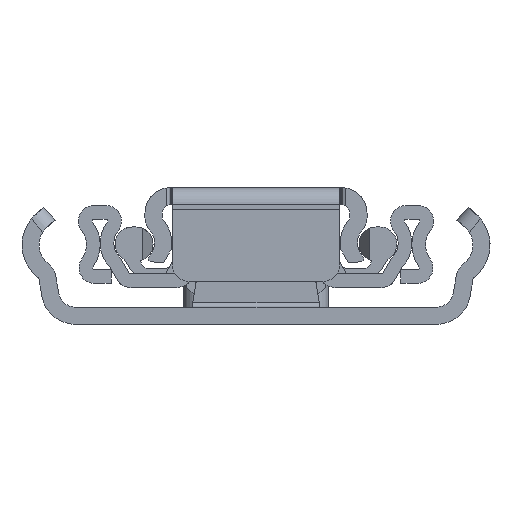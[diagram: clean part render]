
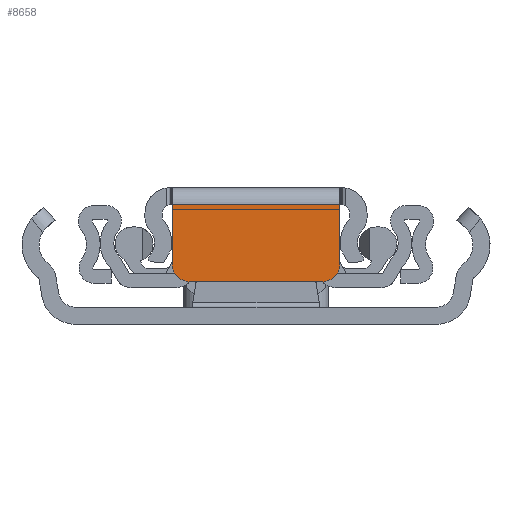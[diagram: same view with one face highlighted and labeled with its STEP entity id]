
A CAD part, left-side view. The second image highlights one B-rep face of the part: STEP entity #8658.
In plain terms, the highlighted planar face has unit normal (-1, 0, 0).
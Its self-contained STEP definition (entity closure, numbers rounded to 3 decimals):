
#109 = ORIENTED_EDGE ( 'NONE', *, *, #3686, .T. ) ;
#357 = DIRECTION ( 'NONE',  ( 0., 0., 1. ) ) ;
#435 = VECTOR ( 'NONE', #4761, 1000. ) ;
#616 = AXIS2_PLACEMENT_3D ( 'NONE', #14840, #12712, #10368 ) ;
#702 = VECTOR ( 'NONE', #5046, 1000. ) ;
#1099 = ORIENTED_EDGE ( 'NONE', *, *, #12540, .T. ) ;
#1413 = CARTESIAN_POINT ( 'NONE',  ( 0., 9.8, 7.215 ) ) ;
#1504 = LINE ( 'NONE', #2397, #702 ) ;
#1536 = VERTEX_POINT ( 'NONE', #9977 ) ;
#2322 = CARTESIAN_POINT ( 'NONE',  ( 0., -7.8, 7. ) ) ;
#2389 = AXIS2_PLACEMENT_3D ( 'NONE', #12250, #2609, #14591 ) ;
#2397 = CARTESIAN_POINT ( 'NONE',  ( 0., -10.9, 14. ) ) ;
#2609 = DIRECTION ( 'NONE',  ( 1., 0., 0. ) ) ;
#2709 = LINE ( 'NONE', #6359, #9199 ) ;
#2863 = ORIENTED_EDGE ( 'NONE', *, *, #14808, .T. ) ;
#3202 = CIRCLE ( 'NONE', #616, 2. ) ;
#3288 = VERTEX_POINT ( 'NONE', #13535 ) ;
#3406 = VERTEX_POINT ( 'NONE', #15142 ) ;
#3686 = EDGE_CURVE ( 'NONE', #3288, #1536, #4844, .T. ) ;
#3801 = EDGE_LOOP ( 'NONE', ( #109, #2863, #10315, #15014, #1099, #16038 ) ) ;
#4761 = DIRECTION ( 'NONE',  ( 0., 0., 1. ) ) ;
#4844 = LINE ( 'NONE', #12454, #435 ) ;
#5046 = DIRECTION ( 'NONE',  ( 0., 1., 0. ) ) ;
#5431 = VERTEX_POINT ( 'NONE', #5890 ) ;
#5890 = CARTESIAN_POINT ( 'NONE',  ( 0., -7.8, 5. ) ) ;
#6359 = CARTESIAN_POINT ( 'NONE',  ( 0., 0., 5. ) ) ;
#8658 = ADVANCED_FACE ( 'NONE', ( #15818 ), #13468, .F. ) ;
#8826 = CARTESIAN_POINT ( 'NONE',  ( 0., 9.8, 7. ) ) ;
#9199 = VECTOR ( 'NONE', #10240, 1000. ) ;
#9549 = CARTESIAN_POINT ( 'NONE',  ( 0., 9.8, 14. ) ) ;
#9977 = CARTESIAN_POINT ( 'NONE',  ( 0., -9.8, 14. ) ) ;
#10240 = DIRECTION ( 'NONE',  ( 0., -1., 0. ) ) ;
#10315 = ORIENTED_EDGE ( 'NONE', *, *, #12607, .F. ) ;
#10368 = DIRECTION ( 'NONE',  ( 0., 0., 1. ) ) ;
#10467 = EDGE_CURVE ( 'NONE', #14538, #3406, #3202, .T. ) ;
#11165 = EDGE_CURVE ( 'NONE', #5431, #3288, #14080, .T. ) ;
#12250 = CARTESIAN_POINT ( 'NONE',  ( 0., -10.9, 12.463 ) ) ;
#12322 = VECTOR ( 'NONE', #357, 1000. ) ;
#12454 = CARTESIAN_POINT ( 'NONE',  ( 0., -9.8, 7.215 ) ) ;
#12504 = LINE ( 'NONE', #1413, #12322 ) ;
#12540 = EDGE_CURVE ( 'NONE', #3406, #5431, #2709, .T. ) ;
#12607 = EDGE_CURVE ( 'NONE', #14538, #15914, #12504, .T. ) ;
#12712 = DIRECTION ( 'NONE',  ( -1., 0., 0. ) ) ;
#13468 = PLANE ( 'NONE',  #2389 ) ;
#13535 = CARTESIAN_POINT ( 'NONE',  ( 0., -9.8, 7. ) ) ;
#14080 = CIRCLE ( 'NONE', #14336, 2. ) ;
#14336 = AXIS2_PLACEMENT_3D ( 'NONE', #2322, #15767, #14545 ) ;
#14538 = VERTEX_POINT ( 'NONE', #8826 ) ;
#14545 = DIRECTION ( 'NONE',  ( 0., 0., 1. ) ) ;
#14591 = DIRECTION ( 'NONE',  ( 0., 0., -1. ) ) ;
#14808 = EDGE_CURVE ( 'NONE', #1536, #15914, #1504, .T. ) ;
#14840 = CARTESIAN_POINT ( 'NONE',  ( 0., 7.8, 7. ) ) ;
#15014 = ORIENTED_EDGE ( 'NONE', *, *, #10467, .T. ) ;
#15142 = CARTESIAN_POINT ( 'NONE',  ( 0., 7.8, 5. ) ) ;
#15767 = DIRECTION ( 'NONE',  ( -1., 0., 0. ) ) ;
#15818 = FACE_OUTER_BOUND ( 'NONE', #3801, .T. ) ;
#15914 = VERTEX_POINT ( 'NONE', #9549 ) ;
#16038 = ORIENTED_EDGE ( 'NONE', *, *, #11165, .T. ) ;
